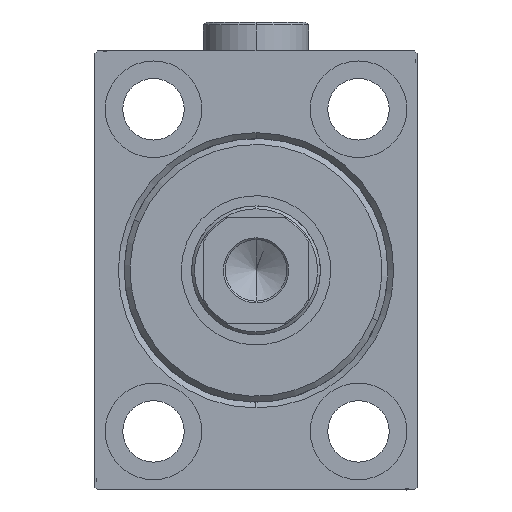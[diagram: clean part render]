
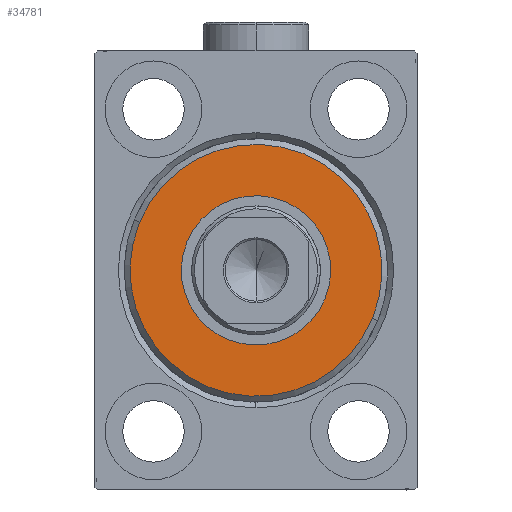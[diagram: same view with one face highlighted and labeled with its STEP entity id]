
A CAD part, left-side view. The second image highlights one B-rep face of the part: STEP entity #34781.
In plain terms, the highlighted face is planar.
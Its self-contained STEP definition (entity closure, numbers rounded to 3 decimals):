
#168 = AXIS2_PLACEMENT_3D ( 'NONE', #27411, #2744, #12567 ) ;
#936 = ORIENTED_EDGE ( 'NONE', *, *, #44614, .T. ) ;
#956 = CIRCLE ( 'NONE', #28708, 21.5 ) ;
#1499 = DIRECTION ( 'NONE',  ( -1., 0., 0. ) ) ;
#1683 = EDGE_CURVE ( 'NONE', #12150, #16679, #36627, .T. ) ;
#1943 = DIRECTION ( 'NONE',  ( 0., 0., -1. ) ) ;
#2744 = DIRECTION ( 'NONE',  ( 1., 0., 0. ) ) ;
#4876 = DIRECTION ( 'NONE',  ( -1., 0., 0. ) ) ;
#11707 = FACE_OUTER_BOUND ( 'NONE', #22036, .T. ) ;
#12150 = VERTEX_POINT ( 'NONE', #12312 ) ;
#12312 = CARTESIAN_POINT ( 'NONE',  ( 3., 0., 12.75 ) ) ;
#12567 = DIRECTION ( 'NONE',  ( 0., 0., -1. ) ) ;
#13567 = CARTESIAN_POINT ( 'NONE',  ( 3., 0., 21.5 ) ) ;
#14902 = DIRECTION ( 'NONE',  ( 0., 0., -1. ) ) ;
#16274 = AXIS2_PLACEMENT_3D ( 'NONE', #25893, #4876, #19680 ) ;
#16679 = VERTEX_POINT ( 'NONE', #25945 ) ;
#18149 = ORIENTED_EDGE ( 'NONE', *, *, #1683, .T. ) ;
#19509 = CARTESIAN_POINT ( 'NONE',  ( 3., 0., 0. ) ) ;
#19680 = DIRECTION ( 'NONE',  ( 0., 0., -1. ) ) ;
#21311 = FACE_BOUND ( 'NONE', #41522, .T. ) ;
#22036 = EDGE_LOOP ( 'NONE', ( #25367, #936 ) ) ;
#25367 = ORIENTED_EDGE ( 'NONE', *, *, #31664, .T. ) ;
#25774 = DIRECTION ( 'NONE',  ( 0., 0., -1. ) ) ;
#25893 = CARTESIAN_POINT ( 'NONE',  ( 3., 0., 0. ) ) ;
#25945 = CARTESIAN_POINT ( 'NONE',  ( 3., 0., -12.75 ) ) ;
#27411 = CARTESIAN_POINT ( 'NONE',  ( 3., 0., 0. ) ) ;
#28169 = CARTESIAN_POINT ( 'NONE',  ( 3., 0., 0. ) ) ;
#28472 = VERTEX_POINT ( 'NONE', #40866 ) ;
#28708 = AXIS2_PLACEMENT_3D ( 'NONE', #19509, #35809, #25774 ) ;
#29716 = VERTEX_POINT ( 'NONE', #13567 ) ;
#30802 = CIRCLE ( 'NONE', #168, 21.5 ) ;
#30850 = AXIS2_PLACEMENT_3D ( 'NONE', #43325, #1499, #1943 ) ;
#31664 = EDGE_CURVE ( 'NONE', #29716, #28472, #956, .T. ) ;
#32001 = EDGE_CURVE ( 'NONE', #16679, #12150, #35977, .T. ) ;
#34781 = ADVANCED_FACE ( 'NONE', ( #11707, #21311 ), #39135, .T. ) ;
#35809 = DIRECTION ( 'NONE',  ( 1., 0., 0. ) ) ;
#35977 = CIRCLE ( 'NONE', #16274, 12.75 ) ;
#36627 = CIRCLE ( 'NONE', #30850, 12.75 ) ;
#39042 = ORIENTED_EDGE ( 'NONE', *, *, #32001, .T. ) ;
#39135 = PLANE ( 'NONE',  #41796 ) ;
#40866 = CARTESIAN_POINT ( 'NONE',  ( 3., 0., -21.5 ) ) ;
#41522 = EDGE_LOOP ( 'NONE', ( #18149, #39042 ) ) ;
#41796 = AXIS2_PLACEMENT_3D ( 'NONE', #28169, #42580, #14902 ) ;
#42580 = DIRECTION ( 'NONE',  ( 1., 0., 0. ) ) ;
#43325 = CARTESIAN_POINT ( 'NONE',  ( 3., 0., 0. ) ) ;
#44614 = EDGE_CURVE ( 'NONE', #28472, #29716, #30802, .T. ) ;
